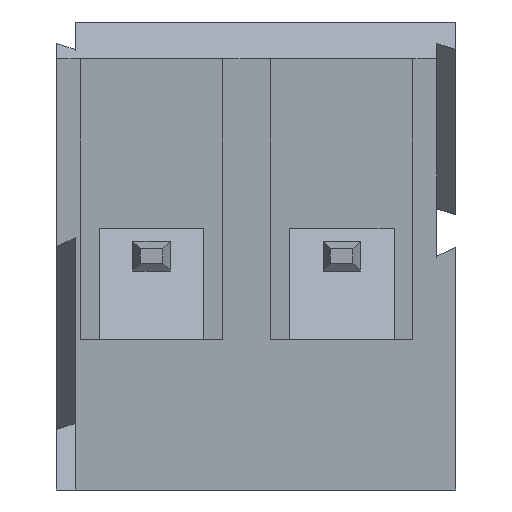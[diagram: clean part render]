
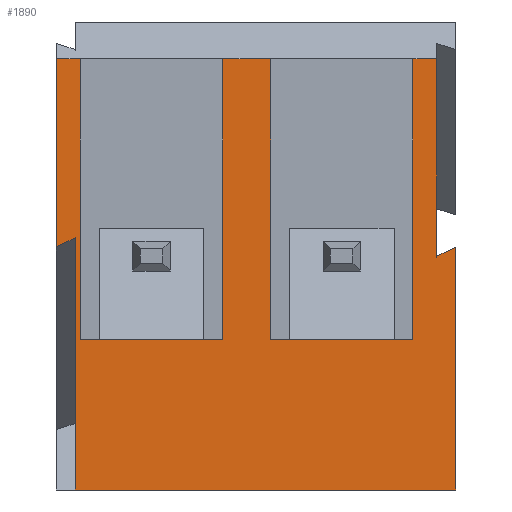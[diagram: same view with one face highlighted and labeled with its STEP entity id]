
A CAD part, front view. The second image highlights one B-rep face of the part: STEP entity #1890.
In plain terms, the highlighted planar face has unit normal (0, -1, 0).
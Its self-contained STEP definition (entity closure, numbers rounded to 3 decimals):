
#172=DIRECTION('',(1.,0.,0.));
#173=VECTOR('',#172,3.8);
#174=CARTESIAN_POINT('',(0.64,-7.5,-7.5));
#175=LINE('',#174,#173);
#179=DIRECTION('',(0.,0.,-1.));
#180=VECTOR('',#179,7.5);
#181=CARTESIAN_POINT('',(4.44,-7.5,0.));
#182=LINE('',#181,#180);
#186=DIRECTION('',(1.,0.,0.));
#187=VECTOR('',#186,0.64);
#188=CARTESIAN_POINT('',(4.44,-7.5,0.));
#189=LINE('',#188,#187);
#193=DIRECTION('',(0.899,0.,0.439));
#194=VECTOR('',#193,0.556);
#195=CARTESIAN_POINT('',(5.08,-7.5,-5.272));
#196=LINE('',#195,#194);
#200=DIRECTION('',(0.,0.,-1.));
#201=VECTOR('',#200,6.492);
#202=CARTESIAN_POINT('',(5.58,-7.5,-5.028));
#203=LINE('',#202,#201);
#207=DIRECTION('',(-1.,0.,0.));
#208=VECTOR('',#207,10.16);
#209=CARTESIAN_POINT('',(5.58,-7.5,-11.52));
#210=LINE('',#209,#208);
#214=DIRECTION('',(0.,0.,-1.));
#215=VECTOR('',#214,6.736);
#216=CARTESIAN_POINT('',(-4.58,-7.5,-4.784));
#217=LINE('',#216,#215);
#221=DIRECTION('',(0.899,0.,0.439));
#222=VECTOR('',#221,0.556);
#223=CARTESIAN_POINT('',(-5.08,-7.5,-5.028));
#224=LINE('',#223,#222);
#228=DIRECTION('',(0.,0.,1.));
#229=VECTOR('',#228,5.028);
#230=CARTESIAN_POINT('',(-5.08,-7.5,-5.028));
#231=LINE('',#230,#229);
#235=DIRECTION('',(1.,0.,0.));
#236=VECTOR('',#235,0.64);
#237=CARTESIAN_POINT('',(-5.08,-7.5,0.));
#238=LINE('',#237,#236);
#242=DIRECTION('',(0.,0.,-1.));
#243=VECTOR('',#242,7.5);
#244=CARTESIAN_POINT('',(-4.44,-7.5,0.));
#245=LINE('',#244,#243);
#249=DIRECTION('',(1.,0.,0.));
#250=VECTOR('',#249,3.8);
#251=CARTESIAN_POINT('',(-4.44,-7.5,-7.5));
#252=LINE('',#251,#250);
#256=DIRECTION('',(0.,0.,-1.));
#257=VECTOR('',#256,7.5);
#258=CARTESIAN_POINT('',(-0.64,-7.5,0.));
#259=LINE('',#258,#257);
#263=DIRECTION('',(1.,0.,0.));
#264=VECTOR('',#263,1.28);
#265=CARTESIAN_POINT('',(-0.64,-7.5,0.));
#266=LINE('',#265,#264);
#270=DIRECTION('',(0.,0.,-1.));
#271=VECTOR('',#270,7.5);
#272=CARTESIAN_POINT('',(0.64,-7.5,0.));
#273=LINE('',#272,#271);
#851=DIRECTION('',(0.,0.,-1.));
#852=VECTOR('',#851,5.272);
#853=CARTESIAN_POINT('',(5.08,-7.5,0.));
#854=LINE('',#853,#852);
#1505=CARTESIAN_POINT('',(-5.08,-7.5,0.));
#1507=VERTEX_POINT('',#1505);
#1515=CARTESIAN_POINT('',(5.08,-7.5,0.));
#1517=VERTEX_POINT('',#1515);
#1524=CARTESIAN_POINT('',(-4.58,-7.5,-11.52));
#1526=VERTEX_POINT('',#1524);
#1536=CARTESIAN_POINT('',(5.58,-7.5,-11.52));
#1538=VERTEX_POINT('',#1536);
#1550=CARTESIAN_POINT('',(-4.58,-7.5,-4.784));
#1551=VERTEX_POINT('',#1550);
#1554=CARTESIAN_POINT('',(-5.08,-7.5,-5.028));
#1555=VERTEX_POINT('',#1554);
#1573=CARTESIAN_POINT('',(5.58,-7.5,-5.028));
#1575=VERTEX_POINT('',#1573);
#1578=CARTESIAN_POINT('',(5.08,-7.5,-5.272));
#1579=VERTEX_POINT('',#1578);
#1600=CARTESIAN_POINT('',(-4.44,-7.5,0.));
#1601=VERTEX_POINT('',#1600);
#1602=CARTESIAN_POINT('',(-0.64,-7.5,0.));
#1603=VERTEX_POINT('',#1602);
#1604=CARTESIAN_POINT('',(-4.44,-7.5,-7.5));
#1605=CARTESIAN_POINT('',(-0.64,-7.5,-7.5));
#1606=VERTEX_POINT('',#1604);
#1607=VERTEX_POINT('',#1605);
#1673=CARTESIAN_POINT('',(0.64,-7.5,-7.5));
#1675=VERTEX_POINT('',#1673);
#1676=CARTESIAN_POINT('',(4.44,-7.5,-7.5));
#1678=VERTEX_POINT('',#1676);
#1740=CARTESIAN_POINT('',(0.64,-7.5,0.));
#1741=VERTEX_POINT('',#1740);
#1742=CARTESIAN_POINT('',(4.44,-7.5,0.));
#1743=VERTEX_POINT('',#1742);
#1853=CARTESIAN_POINT('',(-5.08,-7.5,0.));
#1854=DIRECTION('',(0.,-1.,0.));
#1855=DIRECTION('',(0.,0.,-1.));
#1856=AXIS2_PLACEMENT_3D('',#1853,#1854,#1855);
#1857=PLANE('',#1856);
#1859=ORIENTED_EDGE('',*,*,#1858,.T.);
#1861=ORIENTED_EDGE('',*,*,#1860,.F.);
#1863=ORIENTED_EDGE('',*,*,#1862,.T.);
#1865=ORIENTED_EDGE('',*,*,#1864,.T.);
#1867=ORIENTED_EDGE('',*,*,#1866,.T.);
#1869=ORIENTED_EDGE('',*,*,#1868,.T.);
#1871=ORIENTED_EDGE('',*,*,#1870,.T.);
#1872=ORIENTED_EDGE('',*,*,#1828,.F.);
#1874=ORIENTED_EDGE('',*,*,#1873,.F.);
#1875=ORIENTED_EDGE('',*,*,#1777,.T.);
#1877=ORIENTED_EDGE('',*,*,#1876,.T.);
#1879=ORIENTED_EDGE('',*,*,#1878,.T.);
#1881=ORIENTED_EDGE('',*,*,#1880,.T.);
#1883=ORIENTED_EDGE('',*,*,#1882,.F.);
#1885=ORIENTED_EDGE('',*,*,#1884,.T.);
#1887=ORIENTED_EDGE('',*,*,#1886,.T.);
#1888=EDGE_LOOP('',(#1859,#1861,#1863,#1865,#1867,#1869,#1871,#1872,#1874,#1875,
#1877,#1879,#1881,#1883,#1885,#1887));
#1889=FACE_OUTER_BOUND('',#1888,.F.);
#1890=ADVANCED_FACE('',(#1889),#1857,.T.);
#1777=EDGE_CURVE('',#1555,#1507,#231,.T.);
#1828=EDGE_CURVE('',#1551,#1526,#217,.T.);
#1858=EDGE_CURVE('',#1675,#1678,#175,.T.);
#1860=EDGE_CURVE('',#1743,#1678,#182,.T.);
#1862=EDGE_CURVE('',#1743,#1517,#189,.T.);
#1864=EDGE_CURVE('',#1517,#1579,#854,.T.);
#1866=EDGE_CURVE('',#1579,#1575,#196,.T.);
#1868=EDGE_CURVE('',#1575,#1538,#203,.T.);
#1870=EDGE_CURVE('',#1538,#1526,#210,.T.);
#1873=EDGE_CURVE('',#1555,#1551,#224,.T.);
#1876=EDGE_CURVE('',#1507,#1601,#238,.T.);
#1878=EDGE_CURVE('',#1601,#1606,#245,.T.);
#1880=EDGE_CURVE('',#1606,#1607,#252,.T.);
#1882=EDGE_CURVE('',#1603,#1607,#259,.T.);
#1884=EDGE_CURVE('',#1603,#1741,#266,.T.);
#1886=EDGE_CURVE('',#1741,#1675,#273,.T.);
